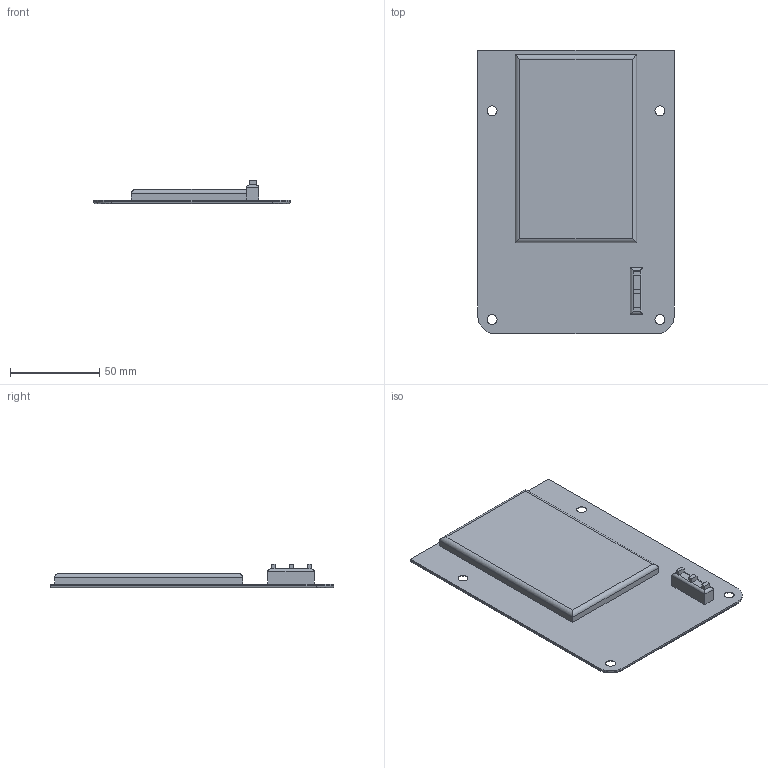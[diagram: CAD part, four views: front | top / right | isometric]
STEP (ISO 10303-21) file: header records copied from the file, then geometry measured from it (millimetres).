
FILE_DESCRIPTION(/* description */ (''),/* implementation_level */ '2;1');
FILE_NAME(/* name */ 'buttomplate_bottom.step',/* time_stamp */ '2024-10-16T20:56:10+02:00',/* author */ (''),/* organization */ (''),/* preprocessor_version */ 'ST-DEVELOPER v20',/* originating_system */ 'Autodesk Translation Framework v13.20.0.188',/* authorisation */ '');
FILE_SCHEMA (('AUTOMOTIVE_DESIGN { 1 0 10303 214 3 1 1 }'));
Length unit declared in the file: millimetre
Products named in the file (1): portable vpin
Bounding box: 110 x 159 x 13.1 mm (x, y, z)
Volume: 78570.8 mm3; surface area: 37978.4 mm2
Topology: 1 solids, 1 shells, 53 faces, 123 edges, 74 vertices
Faces by surface type: plane 34, cylinder 13, cone 4, torus 2
Entity records: 1537 total; most frequent: DIRECTION 259, CARTESIAN_POINT 251, ORIENTED_EDGE 246, EDGE_CURVE 123, LINE 95, VECTOR 95, AXIS2_PLACEMENT_3D 82, VERTEX_POINT 74
